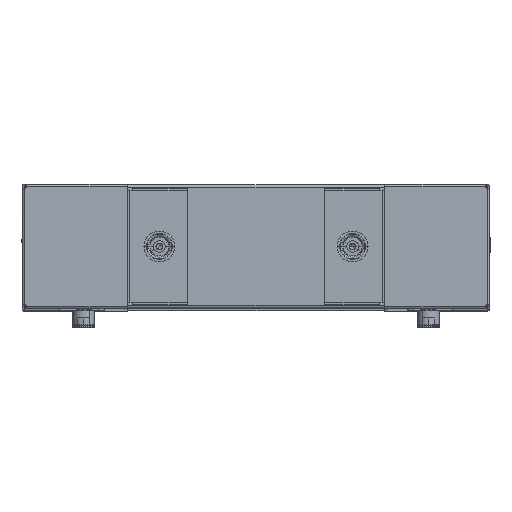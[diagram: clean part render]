
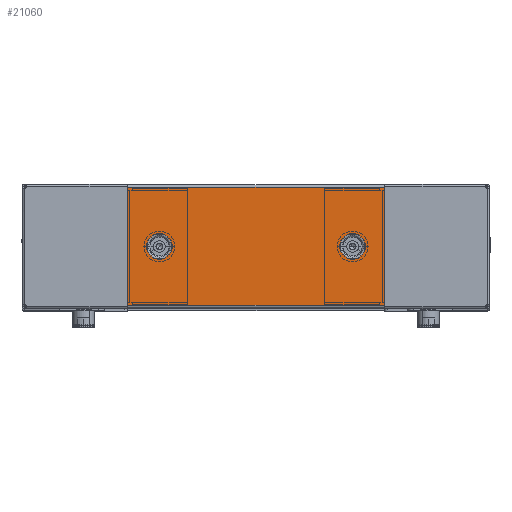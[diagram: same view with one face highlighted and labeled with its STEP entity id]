
A CAD part, top view. The second image highlights one B-rep face of the part: STEP entity #21060.
In plain terms, the highlighted face is planar.
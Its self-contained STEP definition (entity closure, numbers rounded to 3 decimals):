
#2009 = LINE ( 'NONE', #23289, #2024 ) ;
#2024 = VECTOR ( 'NONE', #23296, 1000. ) ;
#2291 = DIRECTION ( 'NONE',  ( 0., 0., 1. ) ) ;
#2293 = CARTESIAN_POINT ( 'NONE',  ( -104., -48., 0. ) ) ;
#2295 = PLANE ( 'NONE',  #10754 ) ;
#2297 = DIRECTION ( 'NONE',  ( 1., 0., 0. ) ) ;
#2872 = EDGE_CURVE ( 'NONE', #19662, #19654, #16910, .T. ) ;
#2887 = EDGE_CURVE ( 'NONE', #19629, #19639, #16888, .T. ) ;
#2900 = EDGE_CURVE ( 'NONE', #19639, #19629, #17863, .T. ) ;
#2901 = EDGE_CURVE ( 'NONE', #19572, #19661, #17864, .T. ) ;
#2902 = EDGE_CURVE ( 'NONE', #19548, #19661, #2009, .T. ) ;
#2903 = EDGE_CURVE ( 'NONE', #19548, #19667, #25736, .T. ) ;
#2904 = EDGE_CURVE ( 'NONE', #19572, #19667, #19746, .T. ) ;
#2905 = EDGE_CURVE ( 'NONE', #19654, #19662, #16889, .T. ) ;
#6022 = CARTESIAN_POINT ( 'NONE',  ( -104., 47.9, 0. ) ) ;
#6034 = CARTESIAN_POINT ( 'NONE',  ( 104., -47.9, 0. ) ) ;
#6063 = CARTESIAN_POINT ( 'NONE',  ( -68.5, 0., 0. ) ) ;
#6070 = CARTESIAN_POINT ( 'NONE',  ( -88.5, 0., 0. ) ) ;
#6085 = CARTESIAN_POINT ( 'NONE',  ( 68.5, 0., 0. ) ) ;
#6092 = CARTESIAN_POINT ( 'NONE',  ( -104., -47.9, 0. ) ) ;
#6093 = CARTESIAN_POINT ( 'NONE',  ( 88.5, 0., 0. ) ) ;
#6098 = CARTESIAN_POINT ( 'NONE',  ( 104., 47.9, 0. ) ) ;
#9080 = FACE_OUTER_BOUND ( 'NONE', #9581, .T. ) ;
#9084 = FACE_BOUND ( 'NONE', #9325, .T. ) ;
#9086 = FACE_BOUND ( 'NONE', #9578, .T. ) ;
#9325 = EDGE_LOOP ( 'NONE', ( #10253, #10256 ) ) ;
#9578 = EDGE_LOOP ( 'NONE', ( #10238, #10242 ) ) ;
#9581 = EDGE_LOOP ( 'NONE', ( #10245, #10246, #10249, #10251 ) ) ;
#10238 = ORIENTED_EDGE ( 'NONE', *, *, #2887, .T. ) ;
#10242 = ORIENTED_EDGE ( 'NONE', *, *, #2900, .T. ) ;
#10245 = ORIENTED_EDGE ( 'NONE', *, *, #2901, .T. ) ;
#10246 = ORIENTED_EDGE ( 'NONE', *, *, #2902, .F. ) ;
#10249 = ORIENTED_EDGE ( 'NONE', *, *, #2903, .T. ) ;
#10251 = ORIENTED_EDGE ( 'NONE', *, *, #2904, .F. ) ;
#10253 = ORIENTED_EDGE ( 'NONE', *, *, #2905, .F. ) ;
#10256 = ORIENTED_EDGE ( 'NONE', *, *, #2872, .F. ) ;
#10754 = AXIS2_PLACEMENT_3D ( 'NONE', #2293, #2291, #2297 ) ;
#11719 = AXIS2_PLACEMENT_3D ( 'NONE', #23312, #23313, #23315 ) ;
#11720 = AXIS2_PLACEMENT_3D ( 'NONE', #23290, #23292, #23294 ) ;
#11727 = AXIS2_PLACEMENT_3D ( 'NONE', #23226, #23227, #23228 ) ;
#11736 = AXIS2_PLACEMENT_3D ( 'NONE', #23158, #23159, #23160 ) ;
#16888 = CIRCLE ( 'NONE', #11727, 10. ) ;
#16889 = CIRCLE ( 'NONE', #11719, 10. ) ;
#16910 = CIRCLE ( 'NONE', #11736, 10. ) ;
#17861 = VECTOR ( 'NONE', #23276, 1000. ) ;
#17862 = VECTOR ( 'NONE', #23300, 1000. ) ;
#17863 = CIRCLE ( 'NONE', #11720, 10. ) ;
#17864 = LINE ( 'NONE', #23284, #17861 ) ;
#19548 = VERTEX_POINT ( 'NONE', #6022 ) ;
#19572 = VERTEX_POINT ( 'NONE', #6034 ) ;
#19629 = VERTEX_POINT ( 'NONE', #6063 ) ;
#19639 = VERTEX_POINT ( 'NONE', #6070 ) ;
#19654 = VERTEX_POINT ( 'NONE', #6085 ) ;
#19661 = VERTEX_POINT ( 'NONE', #6092 ) ;
#19662 = VERTEX_POINT ( 'NONE', #6093 ) ;
#19667 = VERTEX_POINT ( 'NONE', #6098 ) ;
#19745 = VECTOR ( 'NONE', #23305, 1000. ) ;
#19746 = LINE ( 'NONE', #23302, #19745 ) ;
#21060 = ADVANCED_FACE ( 'NONE', ( #9086, #9080, #9084 ), #2295, .F. ) ;
#23158 = CARTESIAN_POINT ( 'NONE',  ( 78.5, 0., 0. ) ) ;
#23159 = DIRECTION ( 'NONE',  ( 0., 0., -1. ) ) ;
#23160 = DIRECTION ( 'NONE',  ( -1., 0., 0. ) ) ;
#23226 = CARTESIAN_POINT ( 'NONE',  ( -78.5, 0., 0. ) ) ;
#23227 = DIRECTION ( 'NONE',  ( 0., 0., 1. ) ) ;
#23228 = DIRECTION ( 'NONE',  ( 1., 0., 0. ) ) ;
#23276 = DIRECTION ( 'NONE',  ( -1., 0., 0. ) ) ;
#23284 = CARTESIAN_POINT ( 'NONE',  ( 104., -47.9, 0. ) ) ;
#23287 = CARTESIAN_POINT ( 'NONE',  ( -104., 47.9, 0. ) ) ;
#23289 = CARTESIAN_POINT ( 'NONE',  ( -104., 48., 0. ) ) ;
#23290 = CARTESIAN_POINT ( 'NONE',  ( -78.5, 0., 0. ) ) ;
#23292 = DIRECTION ( 'NONE',  ( 0., 0., 1. ) ) ;
#23294 = DIRECTION ( 'NONE',  ( 1., 0., 0. ) ) ;
#23296 = DIRECTION ( 'NONE',  ( 0., -1., 0. ) ) ;
#23300 = DIRECTION ( 'NONE',  ( 1., 0., 0. ) ) ;
#23302 = CARTESIAN_POINT ( 'NONE',  ( 104., 48., 0. ) ) ;
#23305 = DIRECTION ( 'NONE',  ( 0., 1., 0. ) ) ;
#23312 = CARTESIAN_POINT ( 'NONE',  ( 78.5, 0., 0. ) ) ;
#23313 = DIRECTION ( 'NONE',  ( 0., 0., -1. ) ) ;
#23315 = DIRECTION ( 'NONE',  ( -1., 0., 0. ) ) ;
#25736 = LINE ( 'NONE', #23287, #17862 ) ;
